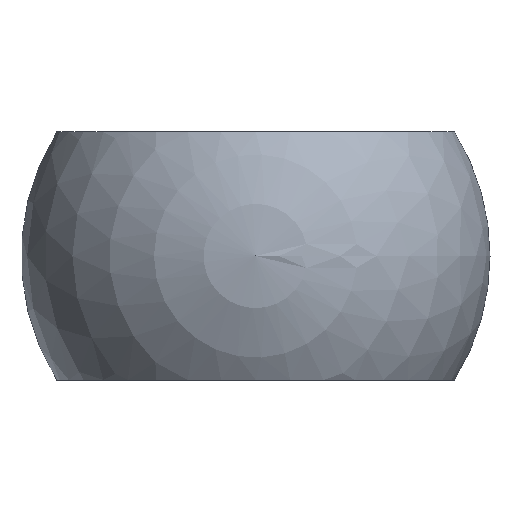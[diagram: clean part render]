
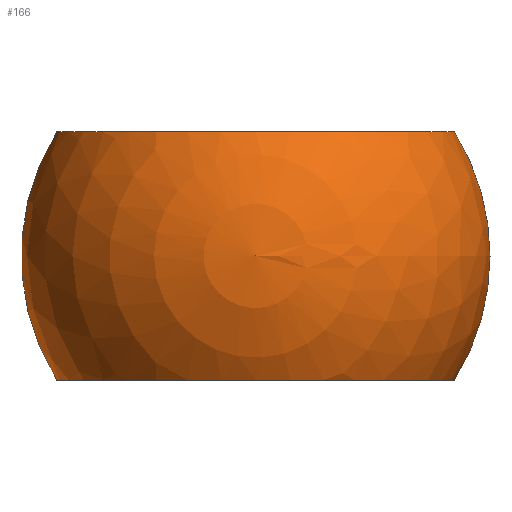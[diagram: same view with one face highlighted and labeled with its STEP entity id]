
A CAD part, front view. The second image highlights one B-rep face of the part: STEP entity #166.
In plain terms, the highlighted spherical face has radius 12 mm.
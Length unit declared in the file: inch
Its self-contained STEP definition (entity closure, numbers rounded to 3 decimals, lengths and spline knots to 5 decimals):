
#6 = DIRECTION ( 'NONE',  ( 1., 0., 0. ) ) ;
#10 = CARTESIAN_POINT ( 'NONE',  ( 0.40089, 0., -0.25 ) ) ;
#23 = EDGE_CURVE ( 'NONE', #70, #33, #157, .T. ) ;
#25 = EDGE_CURVE ( 'NONE', #129, #98, #89, .T. ) ;
#33 = VERTEX_POINT ( 'NONE', #200 ) ;
#35 = ORIENTED_EDGE ( 'NONE', *, *, #190, .T. ) ;
#48 = ORIENTED_EDGE ( 'NONE', *, *, #23, .F. ) ;
#52 = CARTESIAN_POINT ( 'NONE',  ( -0.40089, 0., 0.25 ) ) ;
#56 = CARTESIAN_POINT ( 'NONE',  ( 0., 0., 0. ) ) ;
#61 = SPHERICAL_SURFACE ( 'NONE', #159, 0.47245 ) ;
#63 = AXIS2_PLACEMENT_3D ( 'NONE', #101, #74, #139 ) ;
#70 = VERTEX_POINT ( 'NONE', #52 ) ;
#73 = CARTESIAN_POINT ( 'NONE',  ( 0., 0., 0.25 ) ) ;
#74 = DIRECTION ( 'NONE',  ( 0., 0., 1. ) ) ;
#75 = DIRECTION ( 'NONE',  ( 0., 0., 1. ) ) ;
#89 = CIRCLE ( 'NONE', #63, 0.40089 ) ;
#91 = EDGE_CURVE ( 'NONE', #33, #98, #108, .T. ) ;
#92 = CARTESIAN_POINT ( 'NONE',  ( 0., 0., 0. ) ) ;
#96 = DIRECTION ( 'NONE',  ( 1., 0., 0. ) ) ;
#98 = VERTEX_POINT ( 'NONE', #10 ) ;
#101 = CARTESIAN_POINT ( 'NONE',  ( 0., 0., -0.25 ) ) ;
#103 = ORIENTED_EDGE ( 'NONE', *, *, #91, .F. ) ;
#104 = DIRECTION ( 'NONE',  ( 0., -1., 0. ) ) ;
#106 = FACE_OUTER_BOUND ( 'NONE', #126, .T. ) ;
#108 = CIRCLE ( 'NONE', #130, 0.47245 ) ;
#120 = ORIENTED_EDGE ( 'NONE', *, *, #25, .T. ) ;
#126 = EDGE_LOOP ( 'NONE', ( #48, #35, #120, #103 ) ) ;
#129 = VERTEX_POINT ( 'NONE', #163 ) ;
#130 = AXIS2_PLACEMENT_3D ( 'NONE', #185, #218, #75 ) ;
#134 = DIRECTION ( 'NONE',  ( 0., 0., 1. ) ) ;
#139 = DIRECTION ( 'NONE',  ( 0., -1., 0. ) ) ;
#145 = DIRECTION ( 'NONE',  ( 1., 0., 0. ) ) ;
#153 = AXIS2_PLACEMENT_3D ( 'NONE', #92, #210, #96 ) ;
#157 = CIRCLE ( 'NONE', #174, 0.40089 ) ;
#159 = AXIS2_PLACEMENT_3D ( 'NONE', #56, #104, #145 ) ;
#163 = CARTESIAN_POINT ( 'NONE',  ( -0.40089, 0., -0.25 ) ) ;
#166 = ADVANCED_FACE ( 'NONE', ( #106 ), #61, .T. ) ;
#170 = CIRCLE ( 'NONE', #153, 0.47245 ) ;
#174 = AXIS2_PLACEMENT_3D ( 'NONE', #73, #134, #6 ) ;
#185 = CARTESIAN_POINT ( 'NONE',  ( 0., 0., 0. ) ) ;
#190 = EDGE_CURVE ( 'NONE', #70, #129, #170, .T. ) ;
#200 = CARTESIAN_POINT ( 'NONE',  ( 0.40089, 0., 0.25 ) ) ;
#210 = DIRECTION ( 'NONE',  ( 0., -1., 0. ) ) ;
#218 = DIRECTION ( 'NONE',  ( 0., 1., 0. ) ) ;
